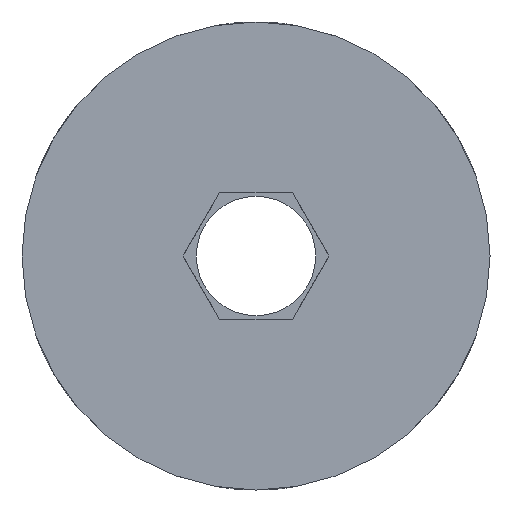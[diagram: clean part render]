
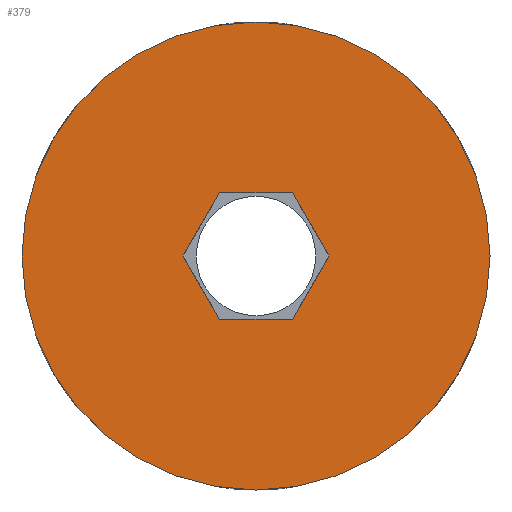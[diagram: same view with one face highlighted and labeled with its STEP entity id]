
A CAD part, front view. The second image highlights one B-rep face of the part: STEP entity #379.
In plain terms, the highlighted planar face has unit normal (0, -1, 0).
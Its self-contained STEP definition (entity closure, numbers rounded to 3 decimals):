
#24=PLANE('',#430);
#40=FACE_BOUND('',#94,.T.);
#59=FACE_OUTER_BOUND('',#93,.T.);
#93=EDGE_LOOP('',(#345));
#94=EDGE_LOOP('',(#346,#347,#348,#349,#350,#351));
#119=LINE('',#803,#146);
#122=LINE('',#808,#149);
#124=LINE('',#812,#151);
#126=LINE('',#816,#153);
#128=LINE('',#820,#155);
#130=LINE('',#823,#157);
#146=VECTOR('',#495,10.);
#149=VECTOR('',#500,10.);
#151=VECTOR('',#504,10.);
#153=VECTOR('',#508,10.);
#155=VECTOR('',#512,10.);
#157=VECTOR('',#516,10.);
#166=CIRCLE('',#414,10.);
#188=VERTEX_POINT('',#772);
#199=VERTEX_POINT('',#801);
#200=VERTEX_POINT('',#802);
#201=VERTEX_POINT('',#807);
#202=VERTEX_POINT('',#811);
#203=VERTEX_POINT('',#815);
#204=VERTEX_POINT('',#819);
#229=EDGE_CURVE('',#188,#188,#166,.T.);
#241=EDGE_CURVE('',#199,#200,#119,.T.);
#244=EDGE_CURVE('',#201,#199,#122,.T.);
#246=EDGE_CURVE('',#202,#201,#124,.T.);
#248=EDGE_CURVE('',#203,#202,#126,.T.);
#250=EDGE_CURVE('',#204,#203,#128,.T.);
#252=EDGE_CURVE('',#200,#204,#130,.T.);
#345=ORIENTED_EDGE('',*,*,#229,.T.);
#346=ORIENTED_EDGE('',*,*,#252,.F.);
#347=ORIENTED_EDGE('',*,*,#241,.F.);
#348=ORIENTED_EDGE('',*,*,#244,.F.);
#349=ORIENTED_EDGE('',*,*,#246,.F.);
#350=ORIENTED_EDGE('',*,*,#248,.F.);
#351=ORIENTED_EDGE('',*,*,#250,.F.);
#379=ADVANCED_FACE('',(#59,#40),#24,.F.);
#414=AXIS2_PLACEMENT_3D('',#774,#468,#469);
#430=AXIS2_PLACEMENT_3D('',#826,#520,#521);
#468=DIRECTION('center_axis',(0.,-1.,0.));
#469=DIRECTION('ref_axis',(1.,0.,0.));
#495=DIRECTION('',(-0.5,0.,-0.866));
#500=DIRECTION('',(-1.,0.,0.));
#504=DIRECTION('',(-0.5,0.,0.866));
#508=DIRECTION('',(0.5,0.,0.866));
#512=DIRECTION('',(1.,0.,0.));
#516=DIRECTION('',(0.5,0.,-0.866));
#520=DIRECTION('center_axis',(0.,1.,0.));
#521=DIRECTION('ref_axis',(0.,0.,1.));
#772=CARTESIAN_POINT('',(-10.,0.,0.));
#774=CARTESIAN_POINT('Origin',(0.,0.,0.));
#801=CARTESIAN_POINT('',(-1.559,0.,2.7));
#802=CARTESIAN_POINT('',(-3.118,0.,0.));
#803=CARTESIAN_POINT('',(-1.559,0.,2.7));
#807=CARTESIAN_POINT('',(1.559,0.,2.7));
#808=CARTESIAN_POINT('',(1.559,0.,2.7));
#811=CARTESIAN_POINT('',(3.118,0.,0.));
#812=CARTESIAN_POINT('',(3.118,0.,0.));
#815=CARTESIAN_POINT('',(1.559,0.,-2.7));
#816=CARTESIAN_POINT('',(1.559,0.,-2.7));
#819=CARTESIAN_POINT('',(-1.559,0.,-2.7));
#820=CARTESIAN_POINT('',(-1.559,0.,-2.7));
#823=CARTESIAN_POINT('',(-3.118,0.,0.));
#826=CARTESIAN_POINT('Origin',(0.,0.,0.));
